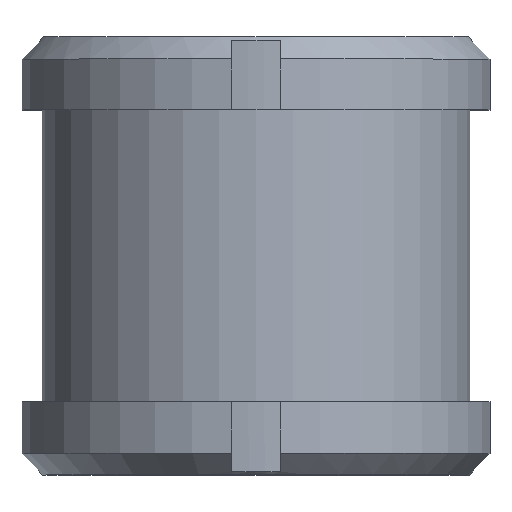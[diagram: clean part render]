
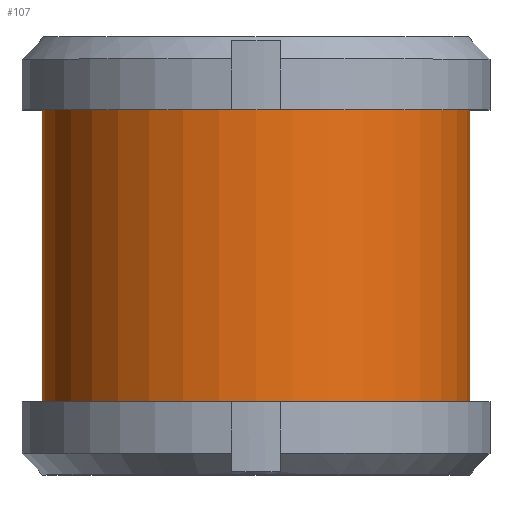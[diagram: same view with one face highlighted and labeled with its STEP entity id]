
A CAD part, top view. The second image highlights one B-rep face of the part: STEP entity #107.
In plain terms, the highlighted cylindrical face has radius 26.375 mm (diameter 52.75 mm), a full revolution.
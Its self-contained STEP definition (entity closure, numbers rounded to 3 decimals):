
#107 = ADVANCED_FACE( '', ( #247, #248 ), #249, .T. );
#247 = FACE_OUTER_BOUND( '', #426, .T. );
#248 = FACE_OUTER_BOUND( '', #427, .T. );
#249 = CYLINDRICAL_SURFACE( '', #428, 26.375 );
#426 = EDGE_LOOP( '', ( #679 ) );
#427 = EDGE_LOOP( '', ( #680 ) );
#428 = AXIS2_PLACEMENT_3D( '', #681, #682, #683 );
#679 = ORIENTED_EDGE( '', *, *, #982, .T. );
#680 = ORIENTED_EDGE( '', *, *, #1052, .F. );
#681 = CARTESIAN_POINT( '', ( 0., 0., 0. ) );
#682 = DIRECTION( '', ( 0., 1., 0. ) );
#683 = DIRECTION( '', ( 0., 0., -1. ) );
#982 = EDGE_CURVE( '', #1151, #1151, #1152, .T. );
#1052 = EDGE_CURVE( '', #1269, #1269, #1270, .T. );
#1151 = VERTEX_POINT( '', #1398 );
#1152 = CIRCLE( '', #1399, 26.375 );
#1269 = VERTEX_POINT( '', #1597 );
#1270 = CIRCLE( '', #1598, 26.375 );
#1398 = CARTESIAN_POINT( '', ( 0., 45., -26.375 ) );
#1399 = AXIS2_PLACEMENT_3D( '', #1784, #1785, #1786 );
#1597 = CARTESIAN_POINT( '', ( 0., 9., -26.375 ) );
#1598 = AXIS2_PLACEMENT_3D( '', #1877, #1878, #1879 );
#1784 = CARTESIAN_POINT( '', ( 0., 45., 0. ) );
#1785 = DIRECTION( '', ( 0., -1., 0. ) );
#1786 = DIRECTION( '', ( 0., 0., -1. ) );
#1877 = CARTESIAN_POINT( '', ( 0., 9., 0. ) );
#1878 = DIRECTION( '', ( 0., -1., 0. ) );
#1879 = DIRECTION( '', ( 0., 0., -1. ) );
